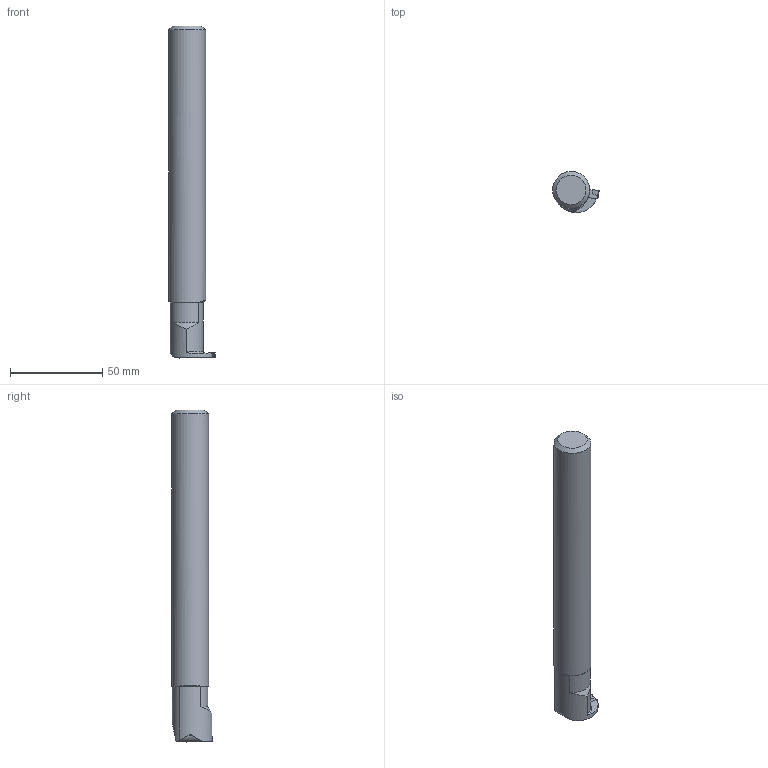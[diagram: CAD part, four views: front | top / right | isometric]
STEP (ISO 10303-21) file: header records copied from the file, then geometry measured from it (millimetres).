
FILE_DESCRIPTION(/* description */ (''),/* implementation_level */ '2;1');
FILE_NAME(/* name */ '1553661626920.stp',/* time_stamp */ '2019-03-27T10:11:06+06:00',/* author */ (''),/* organization */ ('SMS'),/* preprocessor_version */ 'ST-DEVELOPER v15',/* originating_system */ 'SIEMENS PLM Software NX 8.5',/* authorisation */ '');
FILE_SCHEMA (('AUTOMOTIVE_DESIGN { 1 0 10303 214 3 1 1 1 }'));
Length unit declared in the file: millimetre
Products named in the file (4): ASSEMBLY_CONSTRUCTION; 201539464mod000_00; 201700247mod000_00; 201700246mod000_00
Assembly tree (3 placements, depth 2):
  201700246mod000_00
    201700247mod000_00
    201539464mod000_00
    ASSEMBLY_CONSTRUCTION
Bounding box: 25.25 x 21.99 x 180 mm (x, y, z)
Volume: 55485.3 mm3; surface area: 12202.3 mm2
Topology: 2 solids, 2 shells, 59 faces, 163 edges, 113 vertices
Faces by surface type: plane 27, cylinder 13, bspline 7, cone 6, extrusion 4, sphere 1, torus 1
Full cylindrical faces by diameter (mm): 20 x1
Entity records: 2284 total; most frequent: CARTESIAN_POINT 722, ORIENTED_EDGE 314, DIRECTION 264, EDGE_CURVE 157, VERTEX_POINT 104, AXIS2_PLACEMENT_3D 92, VECTOR 80, LINE 76
